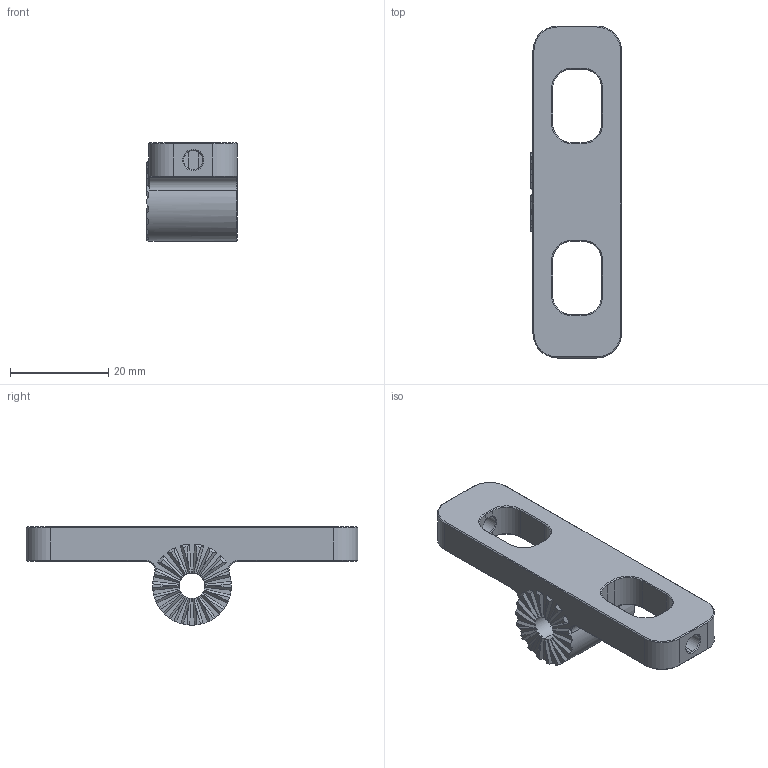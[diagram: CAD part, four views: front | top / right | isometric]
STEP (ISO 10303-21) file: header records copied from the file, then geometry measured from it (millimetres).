
FILE_DESCRIPTION (( 'STEP AP203' ), '1' );
FILE_NAME ('綻譙2A標赽_衵.STEP', '2023-09-07T14:43:59', ( 'Leo' ), ( '' ), 'SwSTEP 2.0', 'SolidWorks 2018', '' );
FILE_SCHEMA (( 'CONFIG_CONTROL_DESIGN' ));
Length unit declared in the file: millimetre
Products named in the file (1): 綻譙2A標赽_衵
Bounding box: 18.5 x 67.5 x 20 mm (x, y, z)
Volume: 8418.8 mm3; surface area: 4854.6 mm2
Topology: 1 solids, 1 shells, 183 faces, 479 edges, 296 vertices
Faces by surface type: plane 109, cone 47, cylinder 23, bspline 4
Entity records: 7001 total; most frequent: CARTESIAN_POINT 2557, ORIENTED_EDGE 958, DIRECTION 894, EDGE_CURVE 479, AXIS2_PLACEMENT_3D 325, VERTEX_POINT 296, LINE 244, VECTOR 244
